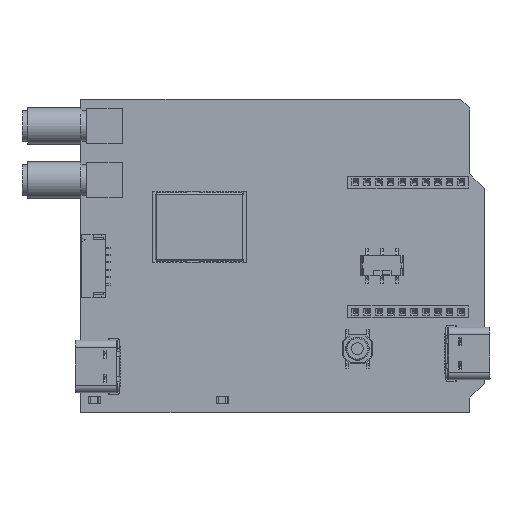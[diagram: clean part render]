
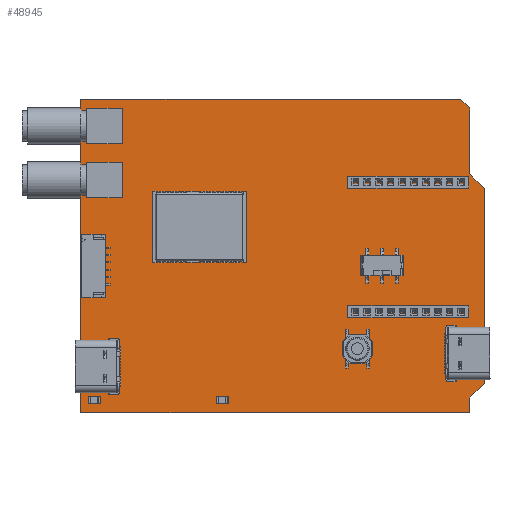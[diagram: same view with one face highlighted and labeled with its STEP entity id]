
A CAD part, top view. The second image highlights one B-rep face of the part: STEP entity #48945.
In plain terms, the highlighted planar face has unit normal (0, 0, 1).
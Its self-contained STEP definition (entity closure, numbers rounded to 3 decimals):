
#1100 = LINE ( 'NONE', #5702, #55101 ) ;
#3417 = EDGE_CURVE ( 'NONE', #23048, #18310, #39596, .T. ) ;
#4335 = EDGE_CURVE ( 'NONE', #56888, #23048, #15066, .T. ) ;
#5178 = EDGE_CURVE ( 'NONE', #56806, #40756, #19819, .T. ) ;
#5702 = CARTESIAN_POINT ( 'NONE',  ( 0., 53.34, 0. ) ) ;
#9155 = VECTOR ( 'NONE', #70344, 1000. ) ;
#9463 = DIRECTION ( 'NONE',  ( 0., 0., 1. ) ) ;
#10042 = EDGE_LOOP ( 'NONE', ( #39967, #21535, #13608, #45205, #42979, #27426, #28367, #27118, #38483 ) ) ;
#12261 = CARTESIAN_POINT ( 'NONE',  ( 64.516, 53.34, 0. ) ) ;
#13608 = ORIENTED_EDGE ( 'NONE', *, *, #4335, .T. ) ;
#13846 = CARTESIAN_POINT ( 'NONE',  ( 64.516, 53.34, 0. ) ) ;
#15066 = LINE ( 'NONE', #72050, #71203 ) ;
#16652 = DIRECTION ( 'NONE',  ( -0.707, 0.707, 0. ) ) ;
#18310 = VERTEX_POINT ( 'NONE', #37067 ) ;
#19819 = LINE ( 'NONE', #72242, #24300 ) ;
#20007 = DIRECTION ( 'NONE',  ( 0., 1., 0. ) ) ;
#21535 = ORIENTED_EDGE ( 'NONE', *, *, #58219, .T. ) ;
#22360 = LINE ( 'NONE', #45130, #53045 ) ;
#22803 = EDGE_CURVE ( 'NONE', #49554, #31171, #64273, .T. ) ;
#23048 = VERTEX_POINT ( 'NONE', #52060 ) ;
#24300 = VECTOR ( 'NONE', #54396, 1000. ) ;
#27118 = ORIENTED_EDGE ( 'NONE', *, *, #74614, .T. ) ;
#27426 = ORIENTED_EDGE ( 'NONE', *, *, #5178, .T. ) ;
#27671 = VECTOR ( 'NONE', #73225, 1000. ) ;
#28220 = DIRECTION ( 'NONE',  ( 0., 1., 0. ) ) ;
#28367 = ORIENTED_EDGE ( 'NONE', *, *, #69020, .T. ) ;
#28602 = DIRECTION ( 'NONE',  ( 0.707, 0.707, 0. ) ) ;
#31171 = VERTEX_POINT ( 'NONE', #69833 ) ;
#33562 = EDGE_CURVE ( 'NONE', #18310, #56806, #43769, .T. ) ;
#36033 = DIRECTION ( 'NONE',  ( 0., -1., 0. ) ) ;
#36313 = CARTESIAN_POINT ( 'NONE',  ( 66.04, 51.816, 0. ) ) ;
#37067 = CARTESIAN_POINT ( 'NONE',  ( 68.58, 5.08, 0. ) ) ;
#37513 = LINE ( 'NONE', #61809, #27671 ) ;
#38018 = VECTOR ( 'NONE', #39296, 1000. ) ;
#38273 = CARTESIAN_POINT ( 'NONE',  ( 66.04, 0., 0. ) ) ;
#38467 = CARTESIAN_POINT ( 'NONE',  ( 68.58, 5.08, 0. ) ) ;
#38483 = ORIENTED_EDGE ( 'NONE', *, *, #22803, .T. ) ;
#39296 = DIRECTION ( 'NONE',  ( 0., 1., 0. ) ) ;
#39596 = LINE ( 'NONE', #56329, #59410 ) ;
#39967 = ORIENTED_EDGE ( 'NONE', *, *, #52894, .T. ) ;
#40028 = LINE ( 'NONE', #56408, #38018 ) ;
#40756 = VERTEX_POINT ( 'NONE', #69182 ) ;
#42979 = ORIENTED_EDGE ( 'NONE', *, *, #33562, .T. ) ;
#43769 = LINE ( 'NONE', #38467, #45117 ) ;
#45117 = VECTOR ( 'NONE', #28220, 1000. ) ;
#45130 = CARTESIAN_POINT ( 'NONE',  ( 66.04, 51.816, 0. ) ) ;
#45205 = ORIENTED_EDGE ( 'NONE', *, *, #3417, .T. ) ;
#48945 = ADVANCED_FACE ( 'NONE', ( #67926 ), #68303, .T. ) ;
#49554 = VERTEX_POINT ( 'NONE', #13846 ) ;
#52060 = CARTESIAN_POINT ( 'NONE',  ( 66.04, 2.54, 0. ) ) ;
#52894 = EDGE_CURVE ( 'NONE', #31171, #67288, #1100, .T. ) ;
#53045 = VECTOR ( 'NONE', #16652, 1000. ) ;
#54396 = DIRECTION ( 'NONE',  ( -0.707, 0.707, 0. ) ) ;
#55101 = VECTOR ( 'NONE', #36033, 1000. ) ;
#55784 = DIRECTION ( 'NONE',  ( 1., 0., 0. ) ) ;
#56329 = CARTESIAN_POINT ( 'NONE',  ( 66.04, 2.54, 0. ) ) ;
#56408 = CARTESIAN_POINT ( 'NONE',  ( 66.04, 40.64, 0. ) ) ;
#56806 = VERTEX_POINT ( 'NONE', #71325 ) ;
#56888 = VERTEX_POINT ( 'NONE', #38273 ) ;
#58219 = EDGE_CURVE ( 'NONE', #67288, #56888, #37513, .T. ) ;
#58420 = VERTEX_POINT ( 'NONE', #36313 ) ;
#59101 = CARTESIAN_POINT ( 'NONE',  ( 0., 0., 0. ) ) ;
#59410 = VECTOR ( 'NONE', #28602, 1000. ) ;
#61472 = CARTESIAN_POINT ( 'NONE',  ( 0., 0., 0. ) ) ;
#61809 = CARTESIAN_POINT ( 'NONE',  ( 0., 0., 0. ) ) ;
#64273 = LINE ( 'NONE', #12261, #9155 ) ;
#67288 = VERTEX_POINT ( 'NONE', #59101 ) ;
#67926 = FACE_OUTER_BOUND ( 'NONE', #10042, .T. ) ;
#68303 = PLANE ( 'NONE',  #69000 ) ;
#69000 = AXIS2_PLACEMENT_3D ( 'NONE', #61472, #9463, #55784 ) ;
#69020 = EDGE_CURVE ( 'NONE', #40756, #58420, #40028, .T. ) ;
#69182 = CARTESIAN_POINT ( 'NONE',  ( 66.04, 40.64, 0. ) ) ;
#69833 = CARTESIAN_POINT ( 'NONE',  ( 0., 53.34, 0. ) ) ;
#70344 = DIRECTION ( 'NONE',  ( -1., 0., 0. ) ) ;
#71203 = VECTOR ( 'NONE', #20007, 1000. ) ;
#71325 = CARTESIAN_POINT ( 'NONE',  ( 68.58, 38.1, 0. ) ) ;
#72050 = CARTESIAN_POINT ( 'NONE',  ( 66.04, 0., 0. ) ) ;
#72242 = CARTESIAN_POINT ( 'NONE',  ( 68.58, 38.1, 0. ) ) ;
#73225 = DIRECTION ( 'NONE',  ( 1., 0., 0. ) ) ;
#74614 = EDGE_CURVE ( 'NONE', #58420, #49554, #22360, .T. ) ;
